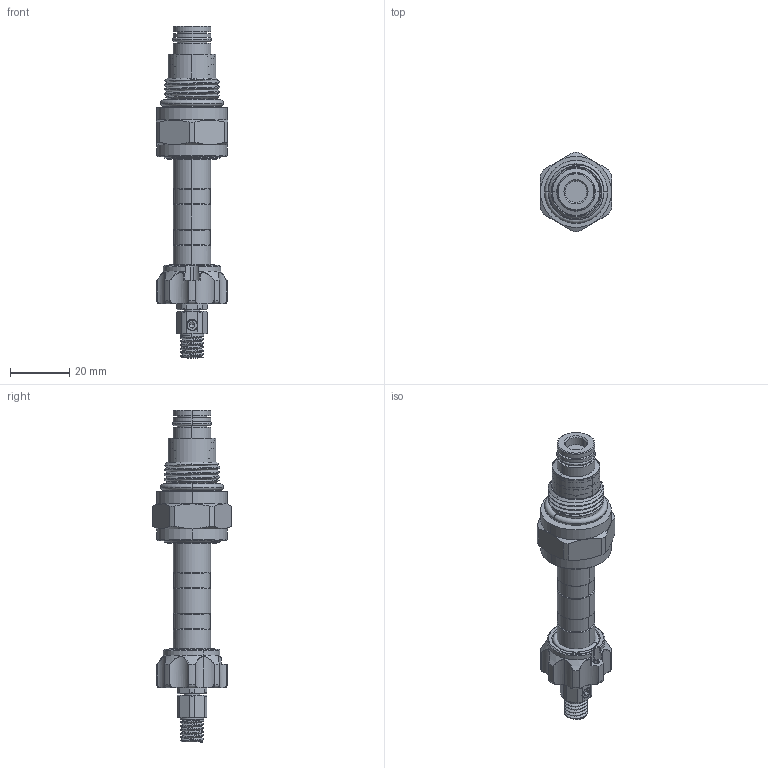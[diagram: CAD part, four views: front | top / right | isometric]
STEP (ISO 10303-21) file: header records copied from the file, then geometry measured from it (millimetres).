
FILE_DESCRIPTION (( 'STEP AP203' ), '1' );
FILE_NAME ('EP08W2A07L85.STEP', '2021-03-11T04:59:16', ( '' ), ( '' ), 'SwSTEP 2.0', 'SolidWorks 2018', '' );
FILE_SCHEMA (( 'CONFIG_CONTROL_DESIGN' ));
Length unit declared in the file: millimetre
Products named in the file (1): EP08W2A07L85
Bounding box: 24 x 26.66 x 111.87 mm (x, y, z)
Volume: 23072.7 mm3; surface area: 9939.6 mm2
Topology: 5 solids, 5 shells, 417 faces, 1063 edges, 664 vertices
Faces by surface type: cylinder 188, plane 72, cone 64, bspline 56, torus 37
Entity records: 26287 total; most frequent: CARTESIAN_POINT 16927, ORIENTED_EDGE 2118, DIRECTION 1771, EDGE_CURVE 1059, AXIS2_PLACEMENT_3D 738, VERTEX_POINT 664, EDGE_LOOP 439, ADVANCED_FACE 417
